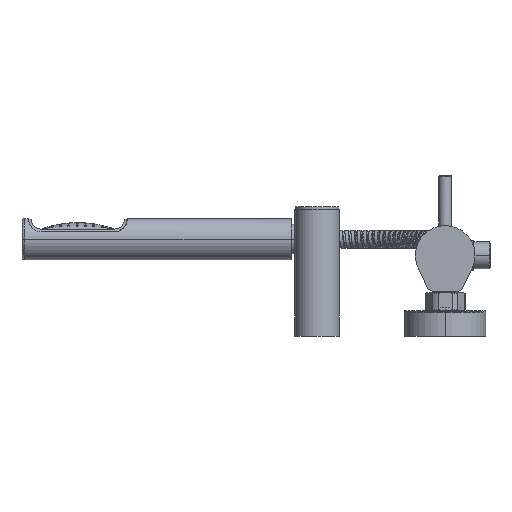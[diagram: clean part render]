
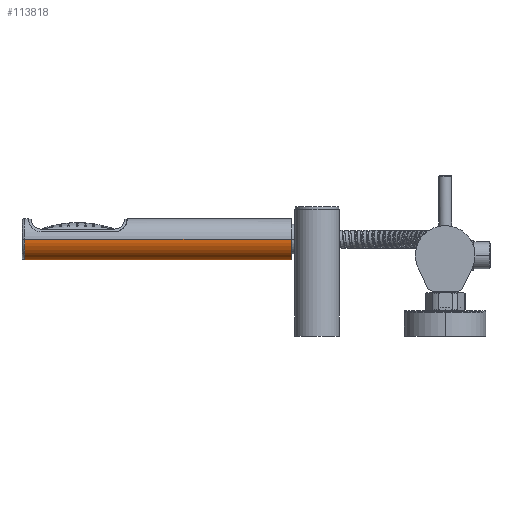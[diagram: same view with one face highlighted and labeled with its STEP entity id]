
A CAD part, left-side view. The second image highlights one B-rep face of the part: STEP entity #113818.
In plain terms, the highlighted cylindrical face has radius 16 mm (diameter 32 mm), a partial arc.
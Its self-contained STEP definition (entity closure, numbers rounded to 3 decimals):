
#107082=CARTESIAN_POINT('',(342.75,120.,12.5));
#107083=DIRECTION('',(0.,1.,0.));
#107084=DIRECTION('',(1.,0.,0.));
#107085=AXIS2_PLACEMENT_3D('',#107082,#107083,#107084);
#107102=CARTESIAN_POINT('',(342.75,328.,12.5));
#107103=DIRECTION('',(0.,1.,0.));
#107104=DIRECTION('',(1.,0.,0.));
#107105=AXIS2_PLACEMENT_3D('',#107102,#107103,#107104);
#107107=DIRECTION('',(0.,1.,0.));
#107108=VECTOR('',#107107,208.);
#107109=CARTESIAN_POINT('',(358.75,120.,12.5));
#107110=LINE('',#107109,#107108);
#107136=DIRECTION('',(0.,1.,0.));
#107137=VECTOR('',#107136,208.);
#107138=CARTESIAN_POINT('',(326.75,120.,12.5));
#107139=LINE('',#107138,#107137);
#113116=CARTESIAN_POINT('',(358.75,120.,12.5));
#113117=CARTESIAN_POINT('',(326.75,120.,12.5));
#113118=VERTEX_POINT('',#113116);
#113119=VERTEX_POINT('',#113117);
#113132=CARTESIAN_POINT('',(326.75,328.,12.5));
#113133=CARTESIAN_POINT('',(358.75,328.,12.5));
#113134=VERTEX_POINT('',#113132);
#113135=VERTEX_POINT('',#113133);
#113804=CARTESIAN_POINT('',(342.75,120.,12.5));
#113805=DIRECTION('',(0.,1.,0.));
#113806=DIRECTION('',(1.,0.,0.));
#113807=AXIS2_PLACEMENT_3D('',#113804,#113805,#113806);
#113808=CYLINDRICAL_SURFACE('',#113807,16.);
#113810=ORIENTED_EDGE('',*,*,#113809,.T.);
#113812=ORIENTED_EDGE('',*,*,#113811,.F.);
#113813=ORIENTED_EDGE('',*,*,#113785,.F.);
#113815=ORIENTED_EDGE('',*,*,#113814,.T.);
#113816=EDGE_LOOP('',(#113810,#113812,#113813,#113815));
#113817=FACE_OUTER_BOUND('',#113816,.F.);
#113818=ADVANCED_FACE('',(#113817),#113808,.T.);
#107086=CIRCLE('',#107085,16.);
#107106=CIRCLE('',#107105,16.);
#113785=EDGE_CURVE('',#113118,#113119,#107086,.T.);
#113809=EDGE_CURVE('',#113135,#113134,#107106,.T.);
#113811=EDGE_CURVE('',#113119,#113134,#107139,.T.);
#113814=EDGE_CURVE('',#113118,#113135,#107110,.T.);
